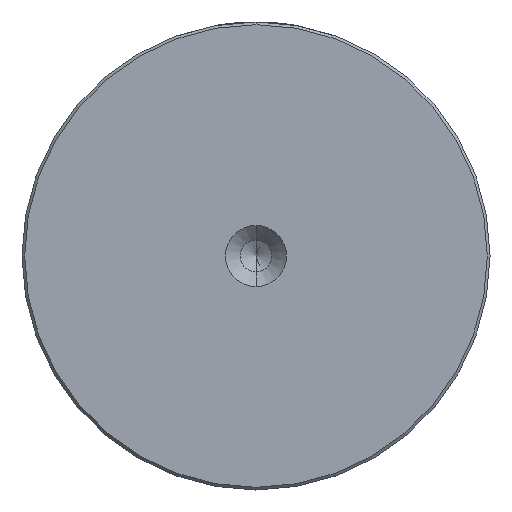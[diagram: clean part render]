
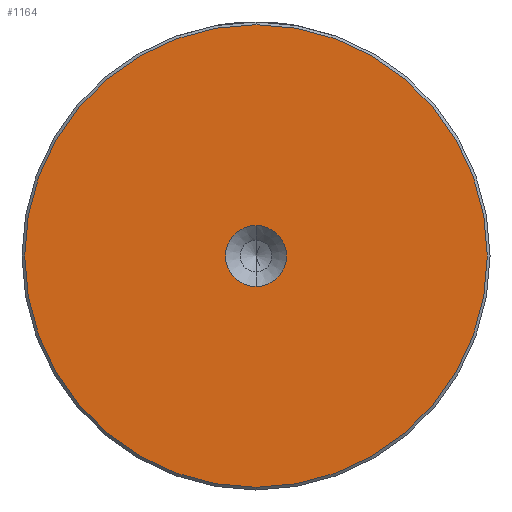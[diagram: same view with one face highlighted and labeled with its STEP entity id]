
A CAD part, left-side view. The second image highlights one B-rep face of the part: STEP entity #1164.
In plain terms, the highlighted planar face has unit normal (-1, 0, 0).
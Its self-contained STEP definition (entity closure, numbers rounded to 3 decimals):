
#3 = CARTESIAN_POINT ( 'NONE',  ( 0., 0., 0. ) ) ;
#50 = CIRCLE ( 'NONE', #1953, 5.6 ) ;
#74 = EDGE_CURVE ( 'NONE', #1825, #2365, #50, .T. ) ;
#188 = CIRCLE ( 'NONE', #448, 42.5 ) ;
#240 = EDGE_LOOP ( 'NONE', ( #1499, #2364 ) ) ;
#384 = DIRECTION ( 'NONE',  ( 0., 0., 1. ) ) ;
#421 = PLANE ( 'NONE',  #1625 ) ;
#448 = AXIS2_PLACEMENT_3D ( 'NONE', #1344, #1165, #1154 ) ;
#450 = VERTEX_POINT ( 'NONE', #759 ) ;
#525 = FACE_BOUND ( 'NONE', #240, .T. ) ;
#580 = EDGE_LOOP ( 'NONE', ( #1220, #824 ) ) ;
#627 = EDGE_CURVE ( 'NONE', #450, #2549, #188, .T. ) ;
#646 = CARTESIAN_POINT ( 'NONE',  ( 0., 0., -5.6 ) ) ;
#759 = CARTESIAN_POINT ( 'NONE',  ( 0., 0., -42.5 ) ) ;
#802 = CARTESIAN_POINT ( 'NONE',  ( 0., 0., 42.5 ) ) ;
#824 = ORIENTED_EDGE ( 'NONE', *, *, #1618, .T. ) ;
#839 = CIRCLE ( 'NONE', #1651, 42.5 ) ;
#985 = CARTESIAN_POINT ( 'NONE',  ( 0., 0., 0. ) ) ;
#1041 = CARTESIAN_POINT ( 'NONE',  ( 0., 0., 0. ) ) ;
#1154 = DIRECTION ( 'NONE',  ( 0., 0., 1. ) ) ;
#1164 = ADVANCED_FACE ( 'NONE', ( #1596, #525 ), #421, .T. ) ;
#1165 = DIRECTION ( 'NONE',  ( -1., 0., 0. ) ) ;
#1175 = DIRECTION ( 'NONE',  ( 0., 0., 1. ) ) ;
#1220 = ORIENTED_EDGE ( 'NONE', *, *, #627, .T. ) ;
#1236 = DIRECTION ( 'NONE',  ( 0., 0., 1. ) ) ;
#1344 = CARTESIAN_POINT ( 'NONE',  ( 0., 0., 0. ) ) ;
#1353 = AXIS2_PLACEMENT_3D ( 'NONE', #985, #2334, #1175 ) ;
#1499 = ORIENTED_EDGE ( 'NONE', *, *, #2176, .F. ) ;
#1596 = FACE_OUTER_BOUND ( 'NONE', #580, .T. ) ;
#1618 = EDGE_CURVE ( 'NONE', #2549, #450, #839, .T. ) ;
#1625 = AXIS2_PLACEMENT_3D ( 'NONE', #3, #1881, #384 ) ;
#1651 = AXIS2_PLACEMENT_3D ( 'NONE', #1041, #2396, #1236 ) ;
#1825 = VERTEX_POINT ( 'NONE', #646 ) ;
#1838 = CARTESIAN_POINT ( 'NONE',  ( 0., 0., 0. ) ) ;
#1881 = DIRECTION ( 'NONE',  ( -1., 0., 0. ) ) ;
#1953 = AXIS2_PLACEMENT_3D ( 'NONE', #1838, #2063, #2076 ) ;
#2063 = DIRECTION ( 'NONE',  ( -1., 0., 0. ) ) ;
#2076 = DIRECTION ( 'NONE',  ( 0., 0., 1. ) ) ;
#2176 = EDGE_CURVE ( 'NONE', #2365, #1825, #2261, .T. ) ;
#2261 = CIRCLE ( 'NONE', #1353, 5.6 ) ;
#2262 = CARTESIAN_POINT ( 'NONE',  ( 0., 0., 5.6 ) ) ;
#2334 = DIRECTION ( 'NONE',  ( -1., 0., 0. ) ) ;
#2364 = ORIENTED_EDGE ( 'NONE', *, *, #74, .F. ) ;
#2365 = VERTEX_POINT ( 'NONE', #2262 ) ;
#2396 = DIRECTION ( 'NONE',  ( -1., 0., 0. ) ) ;
#2549 = VERTEX_POINT ( 'NONE', #802 ) ;
